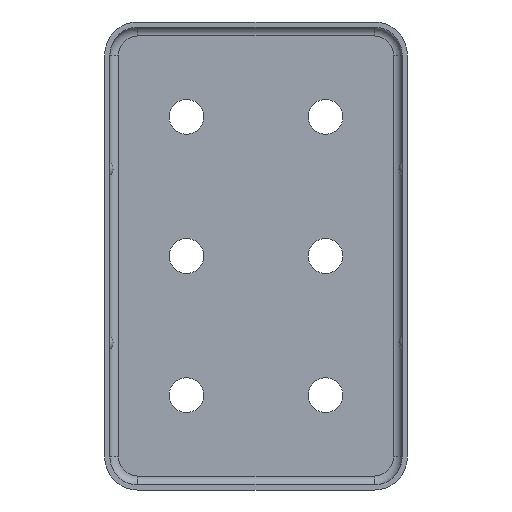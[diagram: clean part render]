
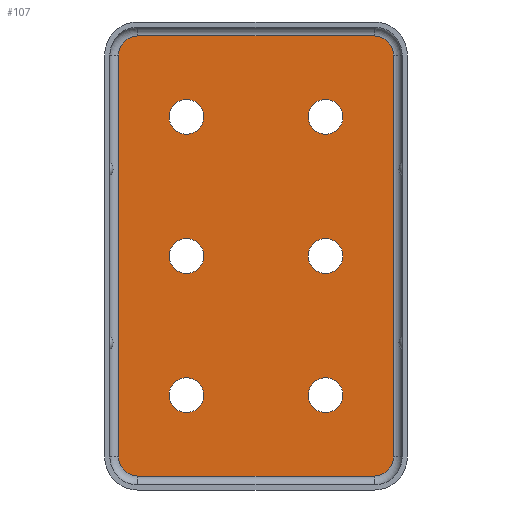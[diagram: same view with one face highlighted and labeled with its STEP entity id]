
A CAD part, front view. The second image highlights one B-rep face of the part: STEP entity #107.
In plain terms, the highlighted planar face has unit normal (0, -1, 0).
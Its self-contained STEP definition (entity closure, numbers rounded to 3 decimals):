
#107 = ADVANCED_FACE( 'NONE', ( #243, #244, #245, #246, #247, #248, #249 ), #250, .T. );
#243 = FACE_BOUND( '', #424, .T. );
#244 = FACE_BOUND( '', #425, .T. );
#245 = FACE_BOUND( '', #426, .T. );
#246 = FACE_BOUND( '', #427, .T. );
#247 = FACE_BOUND( '', #428, .T. );
#248 = FACE_BOUND( '', #429, .T. );
#249 = FACE_OUTER_BOUND( '', #430, .T. );
#250 = PLANE( '', #431 );
#424 = EDGE_LOOP( '', ( #678 ) );
#425 = EDGE_LOOP( '', ( #679 ) );
#426 = EDGE_LOOP( '', ( #680 ) );
#427 = EDGE_LOOP( '', ( #681 ) );
#428 = EDGE_LOOP( '', ( #682 ) );
#429 = EDGE_LOOP( '', ( #683 ) );
#430 = EDGE_LOOP( '', ( #684, #685, #686, #687, #688, #689, #690, #691 ) );
#431 = AXIS2_PLACEMENT_3D( '', #692, #693, #694 );
#678 = ORIENTED_EDGE( '', *, *, #1009, .T. );
#679 = ORIENTED_EDGE( '', *, *, #978, .F. );
#680 = ORIENTED_EDGE( '', *, *, #975, .F. );
#681 = ORIENTED_EDGE( '', *, *, #1010, .F. );
#682 = ORIENTED_EDGE( '', *, *, #1011, .T. );
#683 = ORIENTED_EDGE( '', *, *, #1012, .T. );
#684 = ORIENTED_EDGE( '', *, *, #972, .F. );
#685 = ORIENTED_EDGE( '', *, *, #992, .F. );
#686 = ORIENTED_EDGE( '', *, *, #1013, .F. );
#687 = ORIENTED_EDGE( '', *, *, #988, .T. );
#688 = ORIENTED_EDGE( '', *, *, #1014, .T. );
#689 = ORIENTED_EDGE( '', *, *, #1015, .F. );
#690 = ORIENTED_EDGE( '', *, *, #956, .T. );
#691 = ORIENTED_EDGE( '', *, *, #1016, .T. );
#692 = CARTESIAN_POINT( '', ( 6.8, 0., -11.55 ) );
#693 = DIRECTION( '', ( 0., -1., 0. ) );
#694 = DIRECTION( '', ( 0., 0., -1. ) );
#956 = EDGE_CURVE( 'NONE', #1118, #1116, #1119, .T. );
#972 = EDGE_CURVE( 'NONE', #1140, #1142, #1143, .T. );
#975 = EDGE_CURVE( '', #1146, #1146, #1147, .T. );
#978 = EDGE_CURVE( '', #1151, #1151, #1152, .T. );
#988 = EDGE_CURVE( 'NONE', #1169, #1167, #1170, .T. );
#992 = EDGE_CURVE( 'NONE', #1173, #1140, #1175, .T. );
#1009 = EDGE_CURVE( '', #1200, #1200, #1201, .F. );
#1010 = EDGE_CURVE( '', #1202, #1202, #1203, .T. );
#1011 = EDGE_CURVE( '', #1204, #1204, #1205, .F. );
#1012 = EDGE_CURVE( '', #1206, #1206, #1207, .F. );
#1013 = EDGE_CURVE( 'NONE', #1169, #1173, #1208, .T. );
#1014 = EDGE_CURVE( 'NONE', #1167, #1209, #1210, .T. );
#1015 = EDGE_CURVE( 'NONE', #1118, #1209, #1211, .T. );
#1016 = EDGE_CURVE( 'NONE', #1116, #1142, #1212, .T. );
#1116 = VERTEX_POINT( 'NONE', #1338 );
#1118 = VERTEX_POINT( 'NONE', #1340 );
#1119 = LINE( '', #1341, #1342 );
#1140 = VERTEX_POINT( 'NONE', #1370 );
#1142 = VERTEX_POINT( 'NONE', #1372 );
#1143 = LINE( '', #1373, #1374 );
#1146 = VERTEX_POINT( '', #1377 );
#1147 = CIRCLE( '', #1378, 1. );
#1151 = VERTEX_POINT( '', #1382 );
#1152 = CIRCLE( '', #1383, 1. );
#1167 = VERTEX_POINT( 'NONE', #1400 );
#1169 = VERTEX_POINT( 'NONE', #1402 );
#1170 = CIRCLE( '', #1403, 1.1 );
#1173 = VERTEX_POINT( 'NONE', #1406 );
#1175 = CIRCLE( '', #1408, 1.1 );
#1200 = VERTEX_POINT( '', #1440 );
#1201 = CIRCLE( '', #1441, 1. );
#1202 = VERTEX_POINT( '', #1442 );
#1203 = CIRCLE( '', #1443, 1. );
#1204 = VERTEX_POINT( '', #1444 );
#1205 = CIRCLE( '', #1445, 1. );
#1206 = VERTEX_POINT( '', #1446 );
#1207 = CIRCLE( '', #1447, 1. );
#1208 = LINE( '', #1448, #1449 );
#1209 = VERTEX_POINT( 'NONE', #1450 );
#1210 = LINE( '', #1451, #1452 );
#1211 = CIRCLE( '', #1453, 1.1 );
#1212 = CIRCLE( '', #1454, 1.1 );
#1338 = CARTESIAN_POINT( '', ( -7.9, 0., -11.55 ) );
#1340 = CARTESIAN_POINT( '', ( -7.9, 0., 11.55 ) );
#1341 = CARTESIAN_POINT( '', ( -7.9, 0., 0. ) );
#1342 = VECTOR( '', #1591, 1000. );
#1370 = CARTESIAN_POINT( '', ( 6.8, 0., -12.65 ) );
#1372 = CARTESIAN_POINT( '', ( -6.8, 0., -12.65 ) );
#1373 = CARTESIAN_POINT( '', ( 6.8, 0., -12.65 ) );
#1374 = VECTOR( '', #1611, 1000. );
#1377 = CARTESIAN_POINT( '', ( -4., 0., -9. ) );
#1378 = AXIS2_PLACEMENT_3D( '', #1615, #1616, #1617 );
#1382 = CARTESIAN_POINT( '', ( -4., 0., -1. ) );
#1383 = AXIS2_PLACEMENT_3D( '', #1621, #1622, #1623 );
#1400 = CARTESIAN_POINT( '', ( 6.8, 0., 12.65 ) );
#1402 = CARTESIAN_POINT( '', ( 7.9, 0., 11.55 ) );
#1403 = AXIS2_PLACEMENT_3D( '', #1641, #1642, #1643 );
#1406 = CARTESIAN_POINT( '', ( 7.9, 0., -11.55 ) );
#1408 = AXIS2_PLACEMENT_3D( '', #1650, #1651, #1652 );
#1440 = CARTESIAN_POINT( '', ( -4., 0., 7. ) );
#1441 = AXIS2_PLACEMENT_3D( '', #1672, #1673, #1674 );
#1442 = CARTESIAN_POINT( '', ( 4., 0., 7. ) );
#1443 = AXIS2_PLACEMENT_3D( '', #1675, #1676, #1677 );
#1444 = CARTESIAN_POINT( '', ( 4., 0., -1. ) );
#1445 = AXIS2_PLACEMENT_3D( '', #1678, #1679, #1680 );
#1446 = CARTESIAN_POINT( '', ( 4., 0., -9. ) );
#1447 = AXIS2_PLACEMENT_3D( '', #1681, #1682, #1683 );
#1448 = CARTESIAN_POINT( '', ( 7.9, 0., 0. ) );
#1449 = VECTOR( '', #1684, 1000. );
#1450 = CARTESIAN_POINT( '', ( -6.8, 0., 12.65 ) );
#1451 = CARTESIAN_POINT( '', ( 6.8, 0., 12.65 ) );
#1452 = VECTOR( '', #1685, 1000. );
#1453 = AXIS2_PLACEMENT_3D( '', #1686, #1687, #1688 );
#1454 = AXIS2_PLACEMENT_3D( '', #1689, #1690, #1691 );
#1591 = DIRECTION( '', ( 0., 0., -1. ) );
#1611 = DIRECTION( '', ( -1., 0., 0. ) );
#1615 = CARTESIAN_POINT( '', ( -4., 0., -8. ) );
#1616 = DIRECTION( '', ( 0., -1., 0. ) );
#1617 = DIRECTION( '', ( 0., 0., -1. ) );
#1621 = CARTESIAN_POINT( '', ( -4., 0., 0. ) );
#1622 = DIRECTION( '', ( 0., -1., 0. ) );
#1623 = DIRECTION( '', ( 0., 0., -1. ) );
#1641 = CARTESIAN_POINT( '', ( 6.8, 0., 11.55 ) );
#1642 = DIRECTION( '', ( 0., -1., 0. ) );
#1643 = DIRECTION( '', ( 0., 0., -1. ) );
#1650 = CARTESIAN_POINT( '', ( 6.8, 0., -11.55 ) );
#1651 = DIRECTION( '', ( 0., 1., 0. ) );
#1652 = DIRECTION( '', ( 0., 0., 1. ) );
#1672 = CARTESIAN_POINT( '', ( -4., 0., 8. ) );
#1673 = DIRECTION( '', ( 0., -1., 0. ) );
#1674 = DIRECTION( '', ( 0., 0., -1. ) );
#1675 = CARTESIAN_POINT( '', ( 4., 0., 8. ) );
#1676 = DIRECTION( '', ( 0., -1., 0. ) );
#1677 = DIRECTION( '', ( 0., 0., -1. ) );
#1678 = CARTESIAN_POINT( '', ( 4., 0., 0. ) );
#1679 = DIRECTION( '', ( 0., -1., 0. ) );
#1680 = DIRECTION( '', ( 0., 0., -1. ) );
#1681 = CARTESIAN_POINT( '', ( 4., 0., -8. ) );
#1682 = DIRECTION( '', ( 0., -1., 0. ) );
#1683 = DIRECTION( '', ( 0., 0., -1. ) );
#1684 = DIRECTION( '', ( 0., 0., -1. ) );
#1685 = DIRECTION( '', ( -1., 0., 0. ) );
#1686 = CARTESIAN_POINT( '', ( -6.8, 0., 11.55 ) );
#1687 = DIRECTION( '', ( 0., 1., 0. ) );
#1688 = DIRECTION( '', ( 0., 0., -1. ) );
#1689 = CARTESIAN_POINT( '', ( -6.8, 0., -11.55 ) );
#1690 = DIRECTION( '', ( 0., -1., 0. ) );
#1691 = DIRECTION( '', ( 0., 0., 1. ) );
